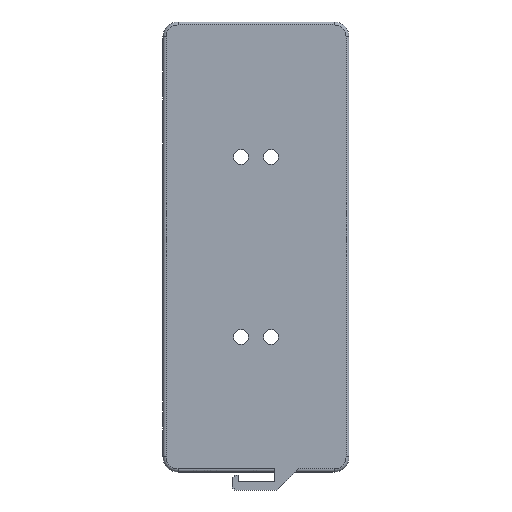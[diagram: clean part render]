
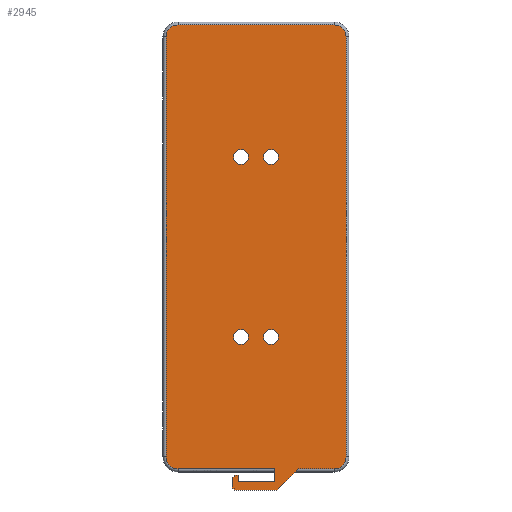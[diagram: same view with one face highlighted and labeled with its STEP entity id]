
A CAD part, front view. The second image highlights one B-rep face of the part: STEP entity #2945.
In plain terms, the highlighted planar face has unit normal (0, -1, 0).
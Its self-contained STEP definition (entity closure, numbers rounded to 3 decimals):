
#69=FACE_BOUND('',#336,.T.);
#70=FACE_BOUND('',#337,.T.);
#71=FACE_BOUND('',#338,.T.);
#72=FACE_BOUND('',#339,.T.);
#89=CIRCLE('',#3126,4.);
#90=CIRCLE('',#3127,4.);
#91=CIRCLE('',#3128,4.);
#92=CIRCLE('',#3129,4.);
#93=CIRCLE('',#3130,2.5);
#94=CIRCLE('',#3131,2.5);
#95=CIRCLE('',#3132,2.5);
#96=CIRCLE('',#3133,2.5);
#174=FACE_OUTER_BOUND('',#335,.T.);
#335=EDGE_LOOP('',(#1999,#2000,#2001,#2002,#2003,#2004,#2005,#2006,#2007,
#2008,#2009,#2010,#2011,#2012,#2013,#2014,#2015,#2016));
#336=EDGE_LOOP('',(#2017));
#337=EDGE_LOOP('',(#2018));
#338=EDGE_LOOP('',(#2019));
#339=EDGE_LOOP('',(#2020));
#540=LINE('',#4303,#895);
#542=LINE('',#4307,#897);
#545=LINE('',#4313,#900);
#546=LINE('',#4315,#901);
#547=LINE('',#4317,#902);
#548=LINE('',#4321,#903);
#549=LINE('',#4325,#904);
#550=LINE('',#4329,#905);
#551=LINE('',#4333,#906);
#552=LINE('',#4335,#907);
#553=LINE('',#4337,#908);
#554=LINE('',#4339,#909);
#555=LINE('',#4341,#910);
#556=LINE('',#4342,#911);
#895=VECTOR('',#3423,10.);
#897=VECTOR('',#3427,10.);
#900=VECTOR('',#3432,10.);
#901=VECTOR('',#3433,10.);
#902=VECTOR('',#3434,10.);
#903=VECTOR('',#3437,10.);
#904=VECTOR('',#3440,10.);
#905=VECTOR('',#3443,10.);
#906=VECTOR('',#3446,10.);
#907=VECTOR('',#3447,10.);
#908=VECTOR('',#3448,10.);
#909=VECTOR('',#3449,10.);
#910=VECTOR('',#3450,10.);
#911=VECTOR('',#3451,10.);
#1252=VERTEX_POINT('',#4300);
#1253=VERTEX_POINT('',#4302);
#1254=VERTEX_POINT('',#4306);
#1256=VERTEX_POINT('',#4312);
#1257=VERTEX_POINT('',#4314);
#1258=VERTEX_POINT('',#4316);
#1259=VERTEX_POINT('',#4318);
#1260=VERTEX_POINT('',#4320);
#1261=VERTEX_POINT('',#4322);
#1262=VERTEX_POINT('',#4324);
#1263=VERTEX_POINT('',#4326);
#1264=VERTEX_POINT('',#4328);
#1265=VERTEX_POINT('',#4330);
#1266=VERTEX_POINT('',#4332);
#1267=VERTEX_POINT('',#4334);
#1268=VERTEX_POINT('',#4336);
#1269=VERTEX_POINT('',#4338);
#1270=VERTEX_POINT('',#4340);
#1271=VERTEX_POINT('',#4343);
#1272=VERTEX_POINT('',#4345);
#1273=VERTEX_POINT('',#4347);
#1274=VERTEX_POINT('',#4349);
#1548=EDGE_CURVE('',#1252,#1253,#540,.T.);
#1550=EDGE_CURVE('',#1254,#1253,#542,.T.);
#1553=EDGE_CURVE('',#1252,#1256,#545,.T.);
#1554=EDGE_CURVE('',#1257,#1256,#546,.T.);
#1555=EDGE_CURVE('',#1258,#1257,#547,.T.);
#1556=EDGE_CURVE('',#1259,#1258,#89,.T.);
#1557=EDGE_CURVE('',#1260,#1259,#548,.T.);
#1558=EDGE_CURVE('',#1261,#1260,#90,.T.);
#1559=EDGE_CURVE('',#1262,#1261,#549,.T.);
#1560=EDGE_CURVE('',#1263,#1262,#91,.T.);
#1561=EDGE_CURVE('',#1264,#1263,#550,.T.);
#1562=EDGE_CURVE('',#1265,#1264,#92,.T.);
#1563=EDGE_CURVE('',#1266,#1265,#551,.T.);
#1564=EDGE_CURVE('',#1266,#1267,#552,.T.);
#1565=EDGE_CURVE('',#1267,#1268,#553,.F.);
#1566=EDGE_CURVE('',#1268,#1269,#554,.F.);
#1567=EDGE_CURVE('',#1269,#1270,#555,.F.);
#1568=EDGE_CURVE('',#1254,#1270,#556,.T.);
#1569=EDGE_CURVE('',#1271,#1271,#93,.F.);
#1570=EDGE_CURVE('',#1272,#1272,#94,.F.);
#1571=EDGE_CURVE('',#1273,#1273,#95,.F.);
#1572=EDGE_CURVE('',#1274,#1274,#96,.F.);
#1999=ORIENTED_EDGE('',*,*,#1548,.F.);
#2000=ORIENTED_EDGE('',*,*,#1553,.T.);
#2001=ORIENTED_EDGE('',*,*,#1554,.F.);
#2002=ORIENTED_EDGE('',*,*,#1555,.F.);
#2003=ORIENTED_EDGE('',*,*,#1556,.F.);
#2004=ORIENTED_EDGE('',*,*,#1557,.F.);
#2005=ORIENTED_EDGE('',*,*,#1558,.F.);
#2006=ORIENTED_EDGE('',*,*,#1559,.F.);
#2007=ORIENTED_EDGE('',*,*,#1560,.F.);
#2008=ORIENTED_EDGE('',*,*,#1561,.F.);
#2009=ORIENTED_EDGE('',*,*,#1562,.F.);
#2010=ORIENTED_EDGE('',*,*,#1563,.F.);
#2011=ORIENTED_EDGE('',*,*,#1564,.T.);
#2012=ORIENTED_EDGE('',*,*,#1565,.T.);
#2013=ORIENTED_EDGE('',*,*,#1566,.T.);
#2014=ORIENTED_EDGE('',*,*,#1567,.T.);
#2015=ORIENTED_EDGE('',*,*,#1568,.F.);
#2016=ORIENTED_EDGE('',*,*,#1550,.T.);
#2017=ORIENTED_EDGE('',*,*,#1569,.T.);
#2018=ORIENTED_EDGE('',*,*,#1570,.T.);
#2019=ORIENTED_EDGE('',*,*,#1571,.T.);
#2020=ORIENTED_EDGE('',*,*,#1572,.T.);
#2833=PLANE('',#3125);
#2945=ADVANCED_FACE('',(#174,#69,#70,#71,#72),#2833,.T.);
#3125=AXIS2_PLACEMENT_3D('',#4311,#3430,#3431);
#3126=AXIS2_PLACEMENT_3D('',#4319,#3435,#3436);
#3127=AXIS2_PLACEMENT_3D('',#4323,#3438,#3439);
#3128=AXIS2_PLACEMENT_3D('',#4327,#3441,#3442);
#3129=AXIS2_PLACEMENT_3D('',#4331,#3444,#3445);
#3130=AXIS2_PLACEMENT_3D('',#4344,#3452,#3453);
#3131=AXIS2_PLACEMENT_3D('',#4346,#3454,#3455);
#3132=AXIS2_PLACEMENT_3D('',#4348,#3456,#3457);
#3133=AXIS2_PLACEMENT_3D('',#4350,#3458,#3459);
#3423=DIRECTION('',(-0.707,0.,0.707));
#3427=DIRECTION('',(0.,0.,-1.));
#3430=DIRECTION('center_axis',(0.,-1.,0.));
#3431=DIRECTION('ref_axis',(0.,0.,-1.));
#3432=DIRECTION('',(1.,0.,0.));
#3433=DIRECTION('',(-0.707,0.,-0.707));
#3434=DIRECTION('',(-1.,0.,0.));
#3435=DIRECTION('center_axis',(0.,1.,0.));
#3436=DIRECTION('ref_axis',(0.707,0.,-0.707));
#3437=DIRECTION('',(0.,0.,-1.));
#3438=DIRECTION('center_axis',(0.,1.,0.));
#3439=DIRECTION('ref_axis',(0.707,0.,0.707));
#3440=DIRECTION('',(1.,0.,0.));
#3441=DIRECTION('center_axis',(0.,1.,0.));
#3442=DIRECTION('ref_axis',(-0.707,0.,0.707));
#3443=DIRECTION('',(0.,0.,1.));
#3444=DIRECTION('center_axis',(0.,1.,0.));
#3445=DIRECTION('ref_axis',(-0.707,0.,-0.707));
#3446=DIRECTION('',(-1.,0.,0.));
#3447=DIRECTION('',(0.,0.,-1.));
#3448=DIRECTION('',(1.,0.,0.));
#3449=DIRECTION('',(0.,0.,-1.));
#3450=DIRECTION('',(1.,0.,0.));
#3451=DIRECTION('',(0.707,0.,0.707));
#3452=DIRECTION('center_axis',(0.,-1.,0.));
#3453=DIRECTION('ref_axis',(-1.,0.,0.));
#3454=DIRECTION('center_axis',(0.,-1.,0.));
#3455=DIRECTION('ref_axis',(-1.,0.,0.));
#3456=DIRECTION('center_axis',(0.,-1.,0.));
#3457=DIRECTION('ref_axis',(-1.,0.,0.));
#3458=DIRECTION('center_axis',(0.,-1.,0.));
#3459=DIRECTION('ref_axis',(-1.,0.,0.));
#4300=CARTESIAN_POINT('',(-7.,-13.2,-81.));
#4302=CARTESIAN_POINT('',(-8.,-13.2,-80.));
#4303=CARTESIAN_POINT('',(-25.75,-13.2,-62.25));
#4306=CARTESIAN_POINT('',(-8.,-13.2,-77.));
#4307=CARTESIAN_POINT('',(-8.,-13.2,-40.));
#4311=CARTESIAN_POINT('Origin',(0.,-13.2,0.));
#4312=CARTESIAN_POINT('',(7.,-13.2,-81.));
#4313=CARTESIAN_POINT('',(2.5,-13.2,-81.));
#4314=CARTESIAN_POINT('',(14.,-13.2,-74.));
#4315=CARTESIAN_POINT('',(28.,-13.2,-60.));
#4316=CARTESIAN_POINT('',(26.,-13.2,-74.));
#4317=CARTESIAN_POINT('',(-15.5,-13.2,-74.));
#4318=CARTESIAN_POINT('',(30.,-13.2,-70.));
#4319=CARTESIAN_POINT('Origin',(26.,-13.2,-70.));
#4320=CARTESIAN_POINT('',(30.,-13.2,70.));
#4321=CARTESIAN_POINT('',(30.,-13.2,-37.5));
#4322=CARTESIAN_POINT('',(26.,-13.2,74.));
#4323=CARTESIAN_POINT('Origin',(26.,-13.2,70.));
#4324=CARTESIAN_POINT('',(-26.,-13.2,74.));
#4325=CARTESIAN_POINT('',(15.5,-13.2,74.));
#4326=CARTESIAN_POINT('',(-30.,-13.2,70.));
#4327=CARTESIAN_POINT('Origin',(-26.,-13.2,70.));
#4328=CARTESIAN_POINT('',(-30.,-13.2,-70.));
#4329=CARTESIAN_POINT('',(-30.,-13.2,37.5));
#4330=CARTESIAN_POINT('',(-26.,-13.2,-74.));
#4331=CARTESIAN_POINT('Origin',(-26.,-13.2,-70.));
#4332=CARTESIAN_POINT('',(6.,-13.2,-74.));
#4333=CARTESIAN_POINT('',(-15.5,-13.2,-74.));
#4334=CARTESIAN_POINT('',(6.,-13.2,-78.));
#4335=CARTESIAN_POINT('',(6.,-13.2,-37.5));
#4336=CARTESIAN_POINT('',(-6.,-13.2,-78.));
#4337=CARTESIAN_POINT('',(1.5,-13.2,-78.));
#4338=CARTESIAN_POINT('',(-6.,-13.2,-76.));
#4339=CARTESIAN_POINT('',(-6.,-13.2,-39.));
#4340=CARTESIAN_POINT('',(-7.,-13.2,-76.));
#4341=CARTESIAN_POINT('',(-1.5,-13.2,-76.));
#4342=CARTESIAN_POINT('',(13.5,-13.2,-55.5));
#4343=CARTESIAN_POINT('',(-2.5,-13.2,-30.));
#4344=CARTESIAN_POINT('Origin',(-5.,-13.2,-30.));
#4345=CARTESIAN_POINT('',(7.5,-13.2,30.));
#4346=CARTESIAN_POINT('Origin',(5.,-13.2,30.));
#4347=CARTESIAN_POINT('',(7.5,-13.2,-30.));
#4348=CARTESIAN_POINT('Origin',(5.,-13.2,-30.));
#4349=CARTESIAN_POINT('',(-2.5,-13.2,30.));
#4350=CARTESIAN_POINT('Origin',(-5.,-13.2,30.));
